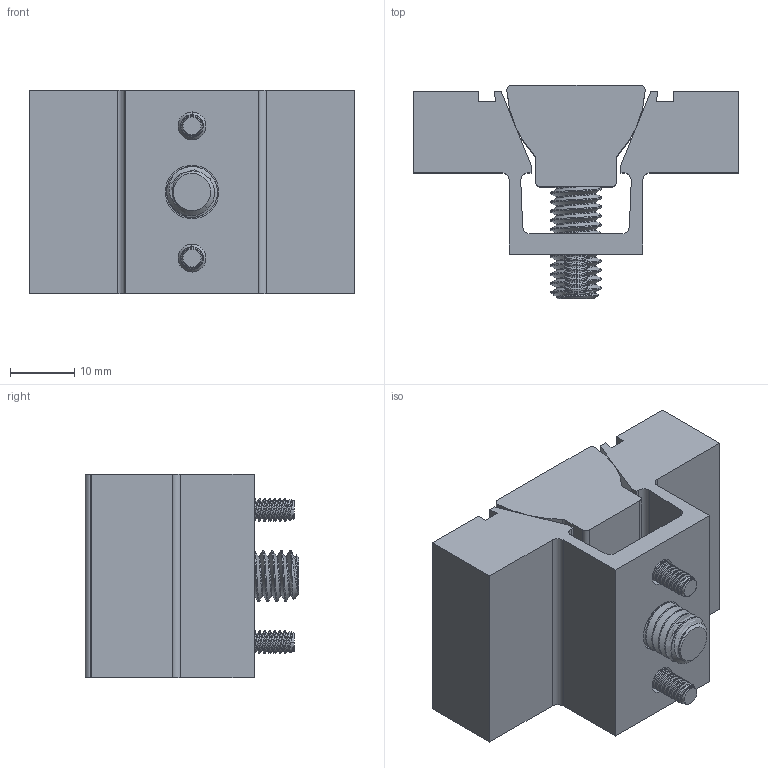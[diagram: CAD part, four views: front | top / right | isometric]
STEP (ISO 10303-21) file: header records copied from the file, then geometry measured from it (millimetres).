
FILE_DESCRIPTION (( 'STEP AP203' ), '1' );
FILE_NAME ('05-0442.STEP', '2023-06-05T17:29:21', ( '' ), ( '' ), 'SwSTEP 2.0', 'SolidWorks 2022', '' );
FILE_SCHEMA (( 'CONFIG_CONTROL_DESIGN' ));
Length unit declared in the file: inch
Products named in the file (5): 60135_60135; 05-0442; 63238 FHCS_63238 FHSC; 516181 SHCS_516181 SHCS; 60330_60330
Assembly tree (5 placements, depth 2):
  05-0442
    60135_60135
    60330_60330
    516181 SHCS_516181 SHCS
    63238 FHCS_63238 FHSC  x2
Bounding box: 50.8 x 33.34 x 31.75 mm (x, y, z)
Volume: 24771.5 mm3; surface area: 12405.3 mm2
Topology: 5 solids, 5 shells, 385 faces, 907 edges, 541 vertices
Faces by surface type: cylinder 173, cone 125, plane 77, bspline 10
Entity records: 11461 total; most frequent: CARTESIAN_POINT 4872, ORIENTED_EDGE 1362, DIRECTION 1174, EDGE_CURVE 681, AXIS2_PLACEMENT_3D 433, VERTEX_POINT 418, VECTOR 308, LINE 308
